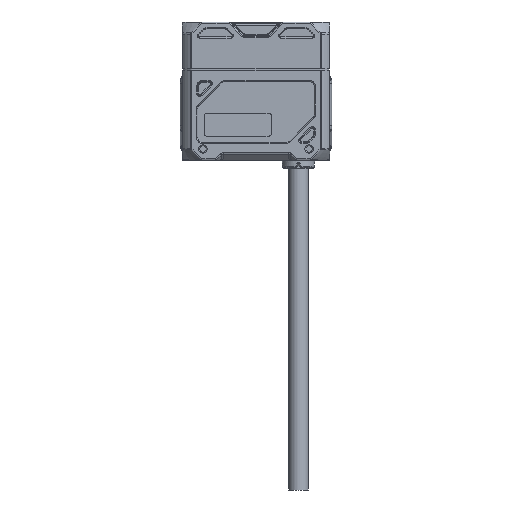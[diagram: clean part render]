
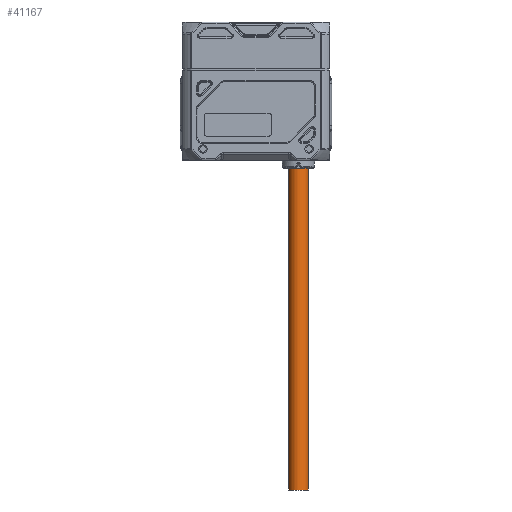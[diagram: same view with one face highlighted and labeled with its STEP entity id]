
A CAD part, front view. The second image highlights one B-rep face of the part: STEP entity #41167.
In plain terms, the highlighted cylindrical face has radius 3 mm (diameter 6 mm), a partial arc.
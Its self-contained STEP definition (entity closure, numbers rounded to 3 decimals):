
#92 = DIRECTION ( 'NONE',  ( 0., 0., 1. ) ) ;
#3392 = LINE ( 'NONE', #41762, #37390 ) ;
#3418 = DIRECTION ( 'NONE',  ( 1., 0., 0. ) ) ;
#4445 = CYLINDRICAL_SURFACE ( 'NONE', #40451, 3. ) ;
#8414 = LINE ( 'NONE', #20180, #36167 ) ;
#9466 = CARTESIAN_POINT ( 'NONE',  ( 13.421, -0.12, -116.47 ) ) ;
#12435 = VERTEX_POINT ( 'NONE', #49077 ) ;
#12846 = DIRECTION ( 'NONE',  ( -1., 0., 0. ) ) ;
#14090 = DIRECTION ( 'NONE',  ( 0., 0., 1. ) ) ;
#15033 = EDGE_CURVE ( 'NONE', #21419, #51446, #51845, .T. ) ;
#16564 = CIRCLE ( 'NONE', #29577, 3. ) ;
#17846 = AXIS2_PLACEMENT_3D ( 'NONE', #9466, #21651, #12846 ) ;
#20180 = CARTESIAN_POINT ( 'NONE',  ( 16.421, -0.12, -116.47 ) ) ;
#21419 = VERTEX_POINT ( 'NONE', #29534 ) ;
#21651 = DIRECTION ( 'NONE',  ( 0., 0., -1. ) ) ;
#23690 = DIRECTION ( 'NONE',  ( 0., 0., 1. ) ) ;
#24251 = ORIENTED_EDGE ( 'NONE', *, *, #15033, .F. ) ;
#26126 = CARTESIAN_POINT ( 'NONE',  ( 16.421, -0.12, -16.47 ) ) ;
#27717 = CARTESIAN_POINT ( 'NONE',  ( 13.421, -0.12, -116.47 ) ) ;
#28990 = ORIENTED_EDGE ( 'NONE', *, *, #38722, .F. ) ;
#29021 = FACE_OUTER_BOUND ( 'NONE', #35321, .T. ) ;
#29534 = CARTESIAN_POINT ( 'NONE',  ( 16.421, -0.12, -116.47 ) ) ;
#29577 = AXIS2_PLACEMENT_3D ( 'NONE', #52101, #31930, #35933 ) ;
#31930 = DIRECTION ( 'NONE',  ( 0., 0., -1. ) ) ;
#33123 = CARTESIAN_POINT ( 'NONE',  ( 10.421, -0.12, -116.47 ) ) ;
#34018 = VERTEX_POINT ( 'NONE', #26126 ) ;
#35321 = EDGE_LOOP ( 'NONE', ( #28990, #24251, #48892, #39149 ) ) ;
#35933 = DIRECTION ( 'NONE',  ( 1., 0., 0. ) ) ;
#36167 = VECTOR ( 'NONE', #92, 1000. ) ;
#37390 = VECTOR ( 'NONE', #14090, 1000. ) ;
#38722 = EDGE_CURVE ( 'NONE', #51446, #12435, #3392, .T. ) ;
#39149 = ORIENTED_EDGE ( 'NONE', *, *, #39801, .T. ) ;
#39801 = EDGE_CURVE ( 'NONE', #34018, #12435, #16564, .T. ) ;
#40451 = AXIS2_PLACEMENT_3D ( 'NONE', #27717, #23690, #3418 ) ;
#41167 = ADVANCED_FACE ( 'NONE', ( #29021 ), #4445, .T. ) ;
#41762 = CARTESIAN_POINT ( 'NONE',  ( 10.421, -0.12, -116.47 ) ) ;
#47670 = EDGE_CURVE ( 'NONE', #21419, #34018, #8414, .T. ) ;
#48892 = ORIENTED_EDGE ( 'NONE', *, *, #47670, .T. ) ;
#49077 = CARTESIAN_POINT ( 'NONE',  ( 10.421, -0.12, -16.47 ) ) ;
#51446 = VERTEX_POINT ( 'NONE', #33123 ) ;
#51845 = CIRCLE ( 'NONE', #17846, 3. ) ;
#52101 = CARTESIAN_POINT ( 'NONE',  ( 13.421, -0.12, -16.47 ) ) ;
